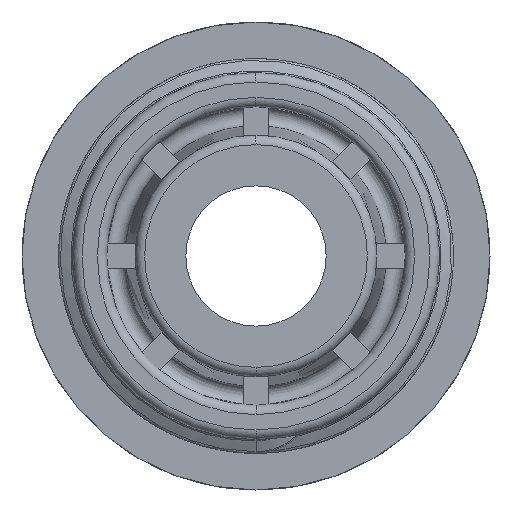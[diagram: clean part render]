
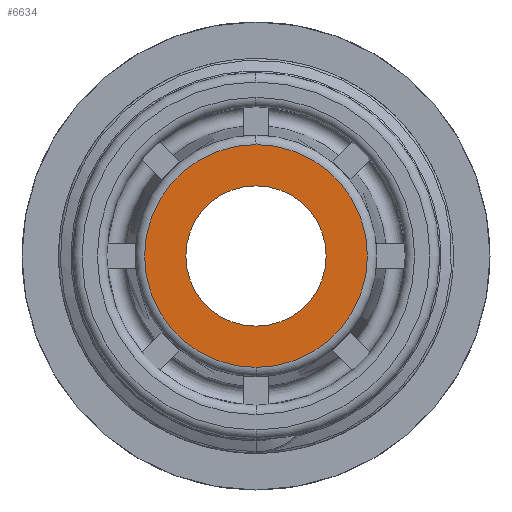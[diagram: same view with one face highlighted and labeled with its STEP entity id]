
A CAD part, left-side view. The second image highlights one B-rep face of the part: STEP entity #6634.
In plain terms, the highlighted planar face has unit normal (-1, 0, 0).
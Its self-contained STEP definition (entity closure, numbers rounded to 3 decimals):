
#2608 = VERTEX_POINT ( 'NONE', #3960 ) ;
#2619 = VERTEX_POINT ( 'NONE', #3971 ) ;
#2945 = EDGE_LOOP ( 'NONE', ( #9829, #9830 ) ) ;
#2948 = EDGE_LOOP ( 'NONE', ( #9827, #9828 ) ) ;
#3113 = CARTESIAN_POINT ( 'NONE',  ( 19., 0., -7.45 ) ) ;
#3114 = FACE_OUTER_BOUND ( 'NONE', #2948, .T. ) ;
#3117 = FACE_BOUND ( 'NONE', #2945, .T. ) ;
#3118 = PLANE ( 'NONE',  #10191 ) ;
#3120 = DIRECTION ( 'NONE',  ( 1., 0., 0. ) ) ;
#3121 = DIRECTION ( 'NONE',  ( 0., 0., -1. ) ) ;
#3960 = CARTESIAN_POINT ( 'NONE',  ( 19., 0., 7.45 ) ) ;
#3971 = CARTESIAN_POINT ( 'NONE',  ( 19., 0., -7.45 ) ) ;
#4065 = CIRCLE ( 'NONE', #4077, 7.45 ) ;
#4077 = AXIS2_PLACEMENT_3D ( 'NONE', #4811, #4812, #4813 ) ;
#4163 = CIRCLE ( 'NONE', #4170, 11.834 ) ;
#4169 = CIRCLE ( 'NONE', #4172, 7.45 ) ;
#4170 = AXIS2_PLACEMENT_3D ( 'NONE', #11378, #11380, #11382 ) ;
#4172 = AXIS2_PLACEMENT_3D ( 'NONE', #11388, #11390, #11392 ) ;
#4811 = CARTESIAN_POINT ( 'NONE',  ( 19., 0., 0. ) ) ;
#4812 = DIRECTION ( 'NONE',  ( -1., 0., 0. ) ) ;
#4813 = DIRECTION ( 'NONE',  ( 0., 0., 1. ) ) ;
#5536 = CARTESIAN_POINT ( 'NONE',  ( 19., 0., 0. ) ) ;
#5537 = DIRECTION ( 'NONE',  ( -1., 0., 0. ) ) ;
#5538 = DIRECTION ( 'NONE',  ( 0., 0., -1. ) ) ;
#6634 = ADVANCED_FACE ( 'NONE', ( #3114, #3117 ), #3118, .F. ) ;
#6695 = EDGE_CURVE ( 'NONE', #9775, #9777, #12920, .T. ) ;
#6794 = EDGE_CURVE ( 'NONE', #2619, #2608, #4065, .T. ) ;
#6954 = EDGE_CURVE ( 'NONE', #9777, #9775, #4163, .T. ) ;
#6955 = EDGE_CURVE ( 'NONE', #2608, #2619, #4169, .T. ) ;
#7365 = AXIS2_PLACEMENT_3D ( 'NONE', #5536, #5537, #5538 ) ;
#9775 = VERTEX_POINT ( 'NONE', #12841 ) ;
#9777 = VERTEX_POINT ( 'NONE', #12842 ) ;
#9827 = ORIENTED_EDGE ( 'NONE', *, *, #6954, .T. ) ;
#9828 = ORIENTED_EDGE ( 'NONE', *, *, #6695, .T. ) ;
#9829 = ORIENTED_EDGE ( 'NONE', *, *, #6955, .F. ) ;
#9830 = ORIENTED_EDGE ( 'NONE', *, *, #6794, .F. ) ;
#10191 = AXIS2_PLACEMENT_3D ( 'NONE', #3113, #3120, #3121 ) ;
#11378 = CARTESIAN_POINT ( 'NONE',  ( 19., 0., 0. ) ) ;
#11380 = DIRECTION ( 'NONE',  ( -1., 0., 0. ) ) ;
#11382 = DIRECTION ( 'NONE',  ( 0., 0., -1. ) ) ;
#11388 = CARTESIAN_POINT ( 'NONE',  ( 19., 0., 0. ) ) ;
#11390 = DIRECTION ( 'NONE',  ( -1., 0., 0. ) ) ;
#11392 = DIRECTION ( 'NONE',  ( 0., 0., 1. ) ) ;
#12841 = CARTESIAN_POINT ( 'NONE',  ( 19., 0., 11.834 ) ) ;
#12842 = CARTESIAN_POINT ( 'NONE',  ( 19., 0., -11.834 ) ) ;
#12920 = CIRCLE ( 'NONE', #7365, 11.834 ) ;
